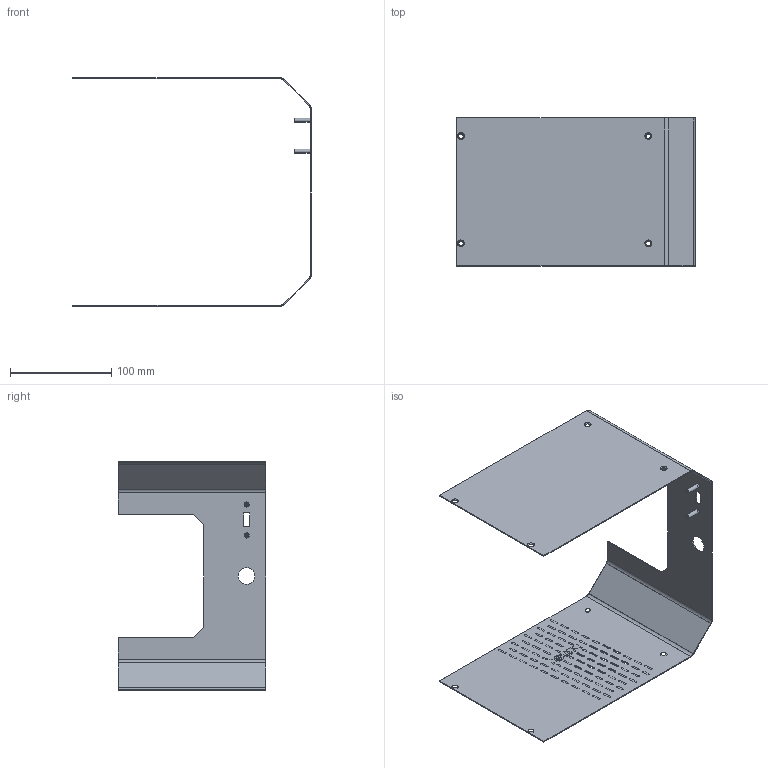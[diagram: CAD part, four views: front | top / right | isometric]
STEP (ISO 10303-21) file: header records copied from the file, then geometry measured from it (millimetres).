
FILE_DESCRIPTION (( 'STEP AP203' ), '1' );
FILE_NAME ('SL1-109-MA_v002 PLECH SPODNÍ LIS.STEP', '2019-05-06T05:59:39', ( '' ), ( '' ), 'SwSTEP 2.0', 'SolidWorks 2017', '' );
FILE_SCHEMA (( 'CONFIG_CONTROL_DESIGN' ));
Length unit declared in the file: millimetre
Products named in the file (3): SL1-109-MA_v002 PLECH SPODNÍ LIS; SL1-009-MA_v003 PLECH SPODNI; CFBSOM3-16
Assembly tree (3 placements, depth 2):
  SL1-109-MA_v002 PLECH SPODNÍ LIS
    SL1-009-MA_v003 PLECH SPODNI
    CFBSOM3-16  x2
Bounding box: 235.2 x 145.8 x 225.4 mm (x, y, z)
Volume: 84964.1 mm3; surface area: 174602.9 mm2
Topology: 3 solids, 3 shells, 708 faces, 1833 edges, 1208 vertices
Faces by surface type: plane 339, cylinder 290, bspline 59, cone 20
Entity records: 22793 total; most frequent: CARTESIAN_POINT 5362, ORIENTED_EDGE 3582, DIRECTION 3480, EDGE_CURVE 1791, AXIS2_PLACEMENT_3D 1237, VERTEX_POINT 1183, LINE 1006, VECTOR 1006
